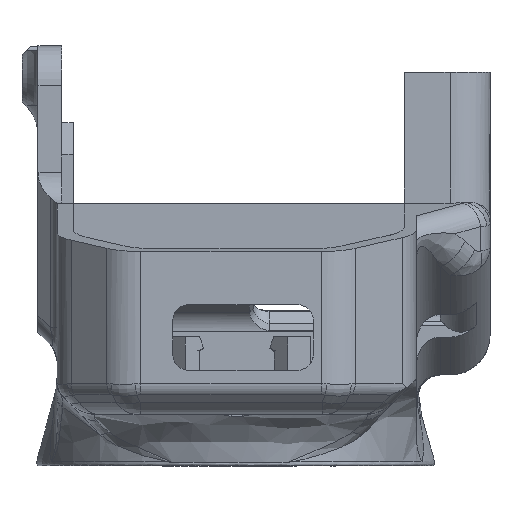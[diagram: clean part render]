
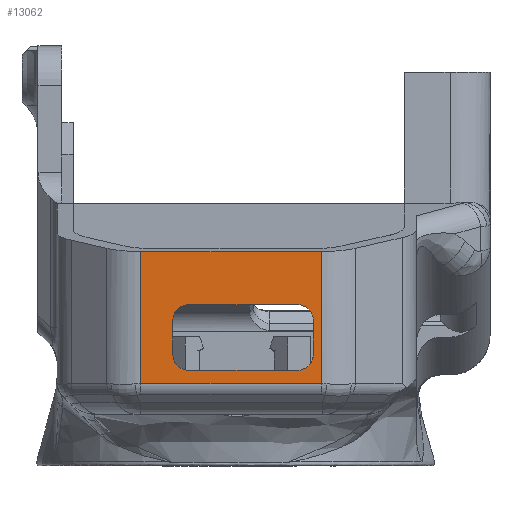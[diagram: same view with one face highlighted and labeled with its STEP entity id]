
A CAD part, top view. The second image highlights one B-rep face of the part: STEP entity #13062.
In plain terms, the highlighted planar face has unit normal (0, 0, 1).
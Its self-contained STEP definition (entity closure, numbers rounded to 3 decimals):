
#364=FACE_BOUND('',#4069,.T.);
#894=LINE('',#30338,#1736);
#1325=LINE('',#37782,#2167);
#1326=LINE('',#37788,#2168);
#1327=LINE('',#37789,#2169);
#1328=LINE('',#37792,#2170);
#1329=LINE('',#37796,#2171);
#1330=LINE('',#37800,#2172);
#1331=LINE('',#37804,#2173);
#1736=VECTOR('',#15208,10.);
#2167=VECTOR('',#16587,10.);
#2168=VECTOR('',#16594,10.);
#2169=VECTOR('',#16595,10.);
#2170=VECTOR('',#16596,10.);
#2171=VECTOR('',#16599,10.);
#2172=VECTOR('',#16602,10.);
#2173=VECTOR('',#16605,10.);
#2736=CIRCLE('',#14084,2.);
#2737=CIRCLE('',#14085,2.);
#2738=CIRCLE('',#14086,2.);
#2739=CIRCLE('',#14087,2.);
#3337=FACE_OUTER_BOUND('',#4068,.T.);
#4068=EDGE_LOOP('',(#11382,#11383,#11384,#11385));
#4069=EDGE_LOOP('',(#11386,#11387,#11388,#11389,#11390,#11391,#11392,#11393));
#5387=VERTEX_POINT('',#30335);
#5388=VERTEX_POINT('',#30337);
#5923=VERTEX_POINT('',#37779);
#5926=VERTEX_POINT('',#37787);
#5927=VERTEX_POINT('',#37790);
#5928=VERTEX_POINT('',#37791);
#5929=VERTEX_POINT('',#37793);
#5930=VERTEX_POINT('',#37795);
#5931=VERTEX_POINT('',#37797);
#5932=VERTEX_POINT('',#37799);
#5933=VERTEX_POINT('',#37801);
#5934=VERTEX_POINT('',#37803);
#6970=EDGE_CURVE('',#5387,#5388,#894,.T.);
#7809=EDGE_CURVE('',#5923,#5387,#1325,.T.);
#7812=EDGE_CURVE('',#5926,#5923,#1326,.T.);
#7813=EDGE_CURVE('',#5388,#5926,#1327,.T.);
#7814=EDGE_CURVE('',#5927,#5928,#1328,.T.);
#7815=EDGE_CURVE('',#5929,#5928,#2736,.T.);
#7816=EDGE_CURVE('',#5929,#5930,#1329,.T.);
#7817=EDGE_CURVE('',#5931,#5930,#2737,.T.);
#7818=EDGE_CURVE('',#5931,#5932,#1330,.T.);
#7819=EDGE_CURVE('',#5933,#5932,#2738,.T.);
#7820=EDGE_CURVE('',#5933,#5934,#1331,.T.);
#7821=EDGE_CURVE('',#5927,#5934,#2739,.T.);
#11382=ORIENTED_EDGE('',*,*,#7812,.F.);
#11383=ORIENTED_EDGE('',*,*,#7813,.F.);
#11384=ORIENTED_EDGE('',*,*,#6970,.F.);
#11385=ORIENTED_EDGE('',*,*,#7809,.F.);
#11386=ORIENTED_EDGE('',*,*,#7814,.T.);
#11387=ORIENTED_EDGE('',*,*,#7815,.F.);
#11388=ORIENTED_EDGE('',*,*,#7816,.T.);
#11389=ORIENTED_EDGE('',*,*,#7817,.F.);
#11390=ORIENTED_EDGE('',*,*,#7818,.T.);
#11391=ORIENTED_EDGE('',*,*,#7819,.F.);
#11392=ORIENTED_EDGE('',*,*,#7820,.T.);
#11393=ORIENTED_EDGE('',*,*,#7821,.F.);
#12417=PLANE('',#14083);
#13062=ADVANCED_FACE('',(#3337,#364),#12417,.T.);
#14083=AXIS2_PLACEMENT_3D('',#37786,#16592,#16593);
#14084=AXIS2_PLACEMENT_3D('',#37794,#16597,#16598);
#14085=AXIS2_PLACEMENT_3D('',#37798,#16600,#16601);
#14086=AXIS2_PLACEMENT_3D('',#37802,#16603,#16604);
#14087=AXIS2_PLACEMENT_3D('',#37805,#16606,#16607);
#15208=DIRECTION('',(1.,0.,0.));
#16587=DIRECTION('',(0.,1.,0.));
#16592=DIRECTION('center_axis',(0.,0.,
1.));
#16593=DIRECTION('ref_axis',(1.,0.,0.));
#16594=DIRECTION('',(-1.,0.,0.));
#16595=DIRECTION('',(0.,-1.,0.));
#16596=DIRECTION('',(0.,1.,0.));
#16597=DIRECTION('center_axis',(0.,0.,
1.));
#16598=DIRECTION('ref_axis',(-0.707,0.707,0.));
#16599=DIRECTION('',(1.,0.,0.));
#16600=DIRECTION('center_axis',(0.,0.,
1.));
#16601=DIRECTION('ref_axis',(0.707,0.707,0.));
#16602=DIRECTION('',(0.,-1.,0.));
#16603=DIRECTION('center_axis',(0.,0.,
1.));
#16604=DIRECTION('ref_axis',(0.707,-0.707,0.));
#16605=DIRECTION('',(-1.,0.,0.));
#16606=DIRECTION('center_axis',(0.,0.,
1.));
#16607=DIRECTION('ref_axis',(-0.707,-0.707,0.));
#30335=CARTESIAN_POINT('',(-12.115,-19.619,52.621));
#30337=CARTESIAN_POINT('',(10.515,-19.619,52.621));
#30338=CARTESIAN_POINT('',(7.731,-19.619,52.621));
#37779=CARTESIAN_POINT('',(-12.115,-36.172,52.621));
#37782=CARTESIAN_POINT('',(-12.115,-27.077,52.621));
#37786=CARTESIAN_POINT('Origin',(-10.662,-31.602,52.621));
#37787=CARTESIAN_POINT('',(10.515,-36.172,52.621));
#37788=CARTESIAN_POINT('',(-8.022,-36.172,52.621));
#37789=CARTESIAN_POINT('',(10.515,-30.977,52.621));
#37790=CARTESIAN_POINT('',(-8.1,-32.5,52.621));
#37791=CARTESIAN_POINT('',(-8.1,-28.274,52.621));
#37792=CARTESIAN_POINT('',(-8.1,-31.551,52.621));
#37793=CARTESIAN_POINT('',(-6.1,-26.274,52.621));
#37794=CARTESIAN_POINT('Origin',(-6.1,-28.274,52.621));
#37795=CARTESIAN_POINT('',(7.5,-26.274,52.621));
#37796=CARTESIAN_POINT('',(-9.881,-26.274,52.621));
#37797=CARTESIAN_POINT('',(9.5,-28.274,52.621));
#37798=CARTESIAN_POINT('Origin',(7.5,-28.274,52.621));
#37799=CARTESIAN_POINT('',(9.5,-32.5,52.621));
#37800=CARTESIAN_POINT('',(9.5,-28.188,52.621));
#37801=CARTESIAN_POINT('',(7.5,-34.5,52.621));
#37802=CARTESIAN_POINT('Origin',(7.5,-32.5,52.621));
#37803=CARTESIAN_POINT('',(-6.1,-34.5,52.621));
#37804=CARTESIAN_POINT('',(-1.581,-34.5,52.621));
#37805=CARTESIAN_POINT('Origin',(-6.1,-32.5,52.621));
